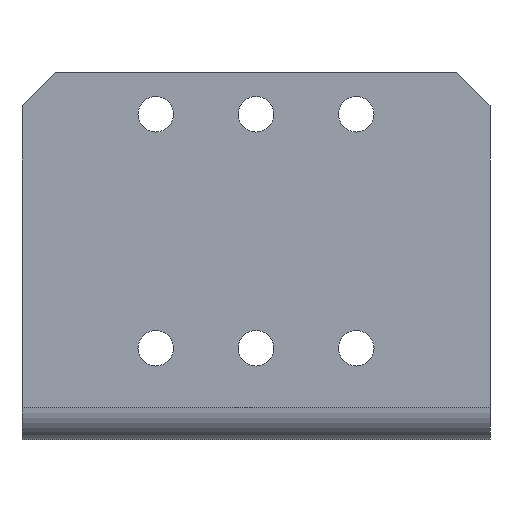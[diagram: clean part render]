
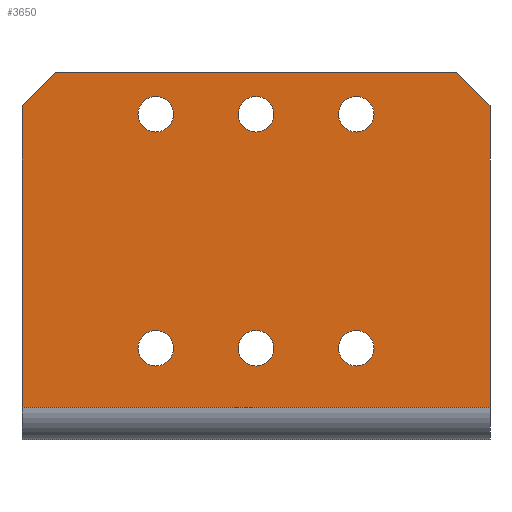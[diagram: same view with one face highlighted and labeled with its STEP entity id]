
A CAD part, left-side view. The second image highlights one B-rep face of the part: STEP entity #3650.
In plain terms, the highlighted planar face has unit normal (-1, 0, 0).
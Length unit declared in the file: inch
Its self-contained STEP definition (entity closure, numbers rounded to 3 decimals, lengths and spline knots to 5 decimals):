
#63=CIRCLE('',#3805,0.133);
#65=CIRCLE('',#3809,0.133);
#67=CIRCLE('',#3813,0.133);
#69=CIRCLE('',#3817,0.133);
#71=CIRCLE('',#3821,0.133);
#73=CIRCLE('',#3825,0.133);
#364=FACE_BOUND('',#831,.T.);
#365=FACE_BOUND('',#832,.T.);
#366=FACE_BOUND('',#833,.T.);
#367=FACE_BOUND('',#834,.T.);
#368=FACE_BOUND('',#835,.T.);
#369=FACE_BOUND('',#836,.T.);
#572=FACE_OUTER_BOUND('',#830,.T.);
#830=EDGE_LOOP('',(#3307,#3308,#3309,#3310,#3311,#3312));
#831=EDGE_LOOP('',(#3313));
#832=EDGE_LOOP('',(#3314));
#833=EDGE_LOOP('',(#3315));
#834=EDGE_LOOP('',(#3316));
#835=EDGE_LOOP('',(#3317));
#836=EDGE_LOOP('',(#3318));
#1128=LINE('',#6374,#1440);
#1135=LINE('',#6404,#1447);
#1140=LINE('',#6413,#1452);
#1149=LINE('',#6448,#1461);
#1151=LINE('',#6453,#1463);
#1155=LINE('',#6510,#1467);
#1440=VECTOR('',#4312,0.3937);
#1447=VECTOR('',#4339,0.3937);
#1452=VECTOR('',#4346,0.3937);
#1461=VECTOR('',#4377,0.3937);
#1463=VECTOR('',#4385,0.3937);
#1467=VECTOR('',#4463,0.3937);
#1768=VERTEX_POINT('',#6371);
#1769=VERTEX_POINT('',#6373);
#1782=VERTEX_POINT('',#6403);
#1785=VERTEX_POINT('',#6411);
#1799=VERTEX_POINT('',#6445);
#1800=VERTEX_POINT('',#6447);
#1806=VERTEX_POINT('',#6470);
#1808=VERTEX_POINT('',#6476);
#1810=VERTEX_POINT('',#6482);
#1812=VERTEX_POINT('',#6488);
#1814=VERTEX_POINT('',#6494);
#1816=VERTEX_POINT('',#6500);
#2260=EDGE_CURVE('',#1768,#1769,#1128,.T.);
#2275=EDGE_CURVE('',#1782,#1768,#1135,.T.);
#2280=EDGE_CURVE('',#1785,#1782,#1140,.T.);
#2297=EDGE_CURVE('',#1799,#1800,#1149,.T.);
#2301=EDGE_CURVE('',#1800,#1785,#1151,.T.);
#2307=EDGE_CURVE('',#1806,#1806,#63,.T.);
#2309=EDGE_CURVE('',#1808,#1808,#65,.T.);
#2311=EDGE_CURVE('',#1810,#1810,#67,.T.);
#2313=EDGE_CURVE('',#1812,#1812,#69,.T.);
#2315=EDGE_CURVE('',#1814,#1814,#71,.T.);
#2317=EDGE_CURVE('',#1816,#1816,#73,.T.);
#2321=EDGE_CURVE('',#1799,#1769,#1155,.T.);
#3307=ORIENTED_EDGE('',*,*,#2275,.F.);
#3308=ORIENTED_EDGE('',*,*,#2280,.F.);
#3309=ORIENTED_EDGE('',*,*,#2301,.F.);
#3310=ORIENTED_EDGE('',*,*,#2297,.F.);
#3311=ORIENTED_EDGE('',*,*,#2321,.T.);
#3312=ORIENTED_EDGE('',*,*,#2260,.F.);
#3313=ORIENTED_EDGE('',*,*,#2307,.T.);
#3314=ORIENTED_EDGE('',*,*,#2309,.T.);
#3315=ORIENTED_EDGE('',*,*,#2311,.T.);
#3316=ORIENTED_EDGE('',*,*,#2313,.T.);
#3317=ORIENTED_EDGE('',*,*,#2315,.T.);
#3318=ORIENTED_EDGE('',*,*,#2317,.T.);
#3434=PLANE('',#3832);
#3650=ADVANCED_FACE('',(#572,#364,#365,#366,#367,#368,#369),#3434,.F.);
#3805=AXIS2_PLACEMENT_3D('',#6471,#4408,#4409);
#3809=AXIS2_PLACEMENT_3D('',#6477,#4416,#4417);
#3813=AXIS2_PLACEMENT_3D('',#6483,#4424,#4425);
#3817=AXIS2_PLACEMENT_3D('',#6489,#4432,#4433);
#3821=AXIS2_PLACEMENT_3D('',#6495,#4440,#4441);
#3825=AXIS2_PLACEMENT_3D('',#6501,#4448,#4449);
#3832=AXIS2_PLACEMENT_3D('',#6512,#4466,#4467);
#4312=DIRECTION('',(0.,0.,-1.));
#4339=DIRECTION('',(0.,-0.707,-0.707));
#4346=DIRECTION('',(0.,-1.,0.));
#4377=DIRECTION('',(0.,0.,1.));
#4385=DIRECTION('',(0.,-0.707,0.707));
#4408=DIRECTION('center_axis',(1.,0.,0.));
#4409=DIRECTION('ref_axis',(0.,0.,
1.));
#4416=DIRECTION('center_axis',(1.,0.,0.));
#4417=DIRECTION('ref_axis',(0.,0.,
1.));
#4424=DIRECTION('center_axis',(1.,0.,0.));
#4425=DIRECTION('ref_axis',(0.,0.,
1.));
#4432=DIRECTION('center_axis',(1.,0.,0.));
#4433=DIRECTION('ref_axis',(0.,0.,
1.));
#4440=DIRECTION('center_axis',(1.,0.,0.));
#4441=DIRECTION('ref_axis',(0.,0.,
1.));
#4448=DIRECTION('center_axis',(1.,0.,0.));
#4449=DIRECTION('ref_axis',(0.,0.,
1.));
#4463=DIRECTION('',(0.,-1.,0.));
#4466=DIRECTION('center_axis',(1.,0.,0.));
#4467=DIRECTION('ref_axis',(0.,0.,-1.));
#6371=CARTESIAN_POINT('',(-1.268,-1.75,2.495));
#6373=CARTESIAN_POINT('',(-1.268,-1.75,0.24));
#6374=CARTESIAN_POINT('',(-1.268,-1.75,2.745));
#6403=CARTESIAN_POINT('',(-1.268,-1.5,2.745));
#6404=CARTESIAN_POINT('',(-1.268,-1.51563,2.72938));
#6411=CARTESIAN_POINT('',(-1.268,1.5,2.745));
#6413=CARTESIAN_POINT('',(-1.268,1.75,2.745));
#6445=CARTESIAN_POINT('',(-1.268,1.75,0.24));
#6447=CARTESIAN_POINT('',(-1.268,1.75,2.495));
#6448=CARTESIAN_POINT('',(-1.268,1.75,0.12));
#6453=CARTESIAN_POINT('',(-1.268,1.51563,2.72938));
#6470=CARTESIAN_POINT('',(-1.268,-0.75,0.5495));
#6471=CARTESIAN_POINT('Origin',(-1.268,-0.75,0.6825));
#6476=CARTESIAN_POINT('',(-1.268,-0.75,2.2995));
#6477=CARTESIAN_POINT('Origin',(-1.268,-0.75,2.4325));
#6482=CARTESIAN_POINT('',(-1.268,0.,0.5495));
#6483=CARTESIAN_POINT('Origin',(-1.268,0.,0.6825));
#6488=CARTESIAN_POINT('',(-1.268,0.,2.2995));
#6489=CARTESIAN_POINT('Origin',(-1.268,0.,2.4325));
#6494=CARTESIAN_POINT('',(-1.268,0.75,0.5495));
#6495=CARTESIAN_POINT('Origin',(-1.268,0.75,0.6825));
#6500=CARTESIAN_POINT('',(-1.268,0.75,2.2995));
#6501=CARTESIAN_POINT('Origin',(-1.268,0.75,2.4325));
#6510=CARTESIAN_POINT('',(-1.268,0.875,0.24));
#6512=CARTESIAN_POINT('Origin',(-1.268,0.,1.4325));
